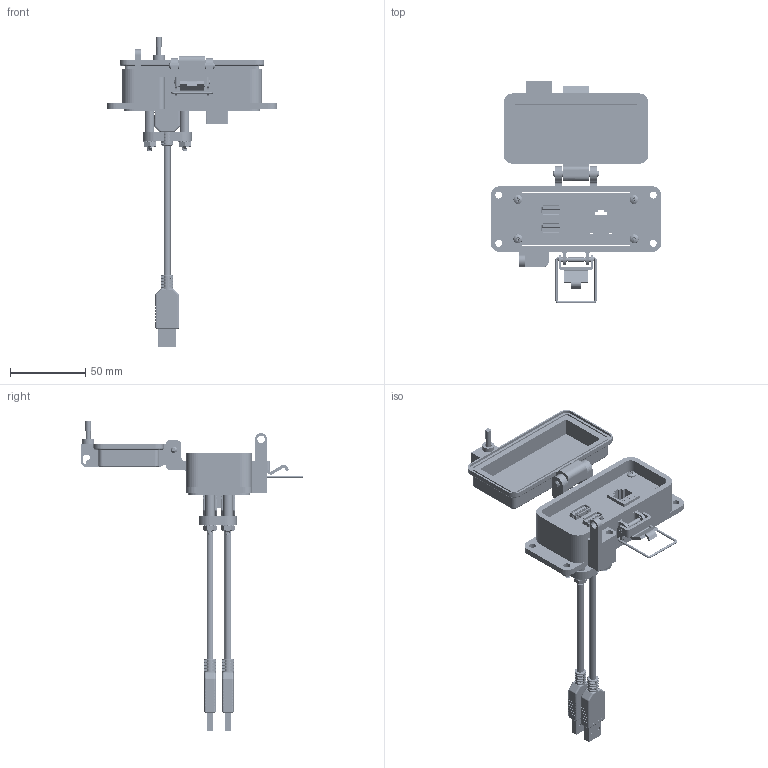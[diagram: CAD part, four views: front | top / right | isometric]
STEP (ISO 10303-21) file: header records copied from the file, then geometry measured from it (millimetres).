
FILE_DESCRIPTION (( 'STEP AP203' ), '1' );
FILE_NAME ('P-P49#2R2-F2RX-C6_3D.STEP', '2018-10-24T19:56:55', ( '' ), ( '' ), 'SwSTEP 2.0', 'SolidWorks 2018', '' );
FILE_SCHEMA (( 'CONFIG_CONTROL_DESIGN' ));
Length unit declared in the file: millimetre
Products named in the file (16): P-P49#2R2-F2RX-C6_FP060_1; P-P49#2R2-F2RX-C6_TP060_2; Z-300-RJ45CAT5; Z-000-4243316TFP; R2; Z-020-3047; Z-H-F2_B; P11; -F2; P-P49#2R2-F2RX-C6_TP240_1; 92005A124_METRIC PAN HEAD PHILLIPS MACHINE SCREW_92005A124; 632FH_1-3_4-IN; P-P49#2R2-F2RX-C6_3D; Z-001-SPR114_94639A210; Z-002-632516HN_90675A007; P-P49#2R2-F2RX-C6_BP180_1
Assembly tree (30 placements, depth 3):
  P-P49#2R2-F2RX-C6_3D
    P-P49#2R2-F2RX-C6_BP180_1
    P-P49#2R2-F2RX-C6_TP060_2
    Z-000-4243316TFP  x3
    P11  x2
      Z-020-3047
    P-P49#2R2-F2RX-C6_TP240_1
    632FH_1-3_4-IN  x4
    Z-001-SPR114_94639A210  x4
    Z-002-632516HN_90675A007  x4
    P-P49#2R2-F2RX-C6_FP060_1
    R2
      Z-300-RJ45CAT5
    -F2
      Z-H-F2_B
    92005A124_METRIC PAN HEAD PHILLIPS MACHINE SCREW_92005A124  x4
Bounding box: 113 x 147.61 x 205.72 mm (x, y, z)
Volume: 114242.5 mm3; surface area: 95378.4 mm2
Topology: 54 solids, 54 shells, 4994 faces, 14183 edges, 9296 vertices
Faces by surface type: cylinder 2323, plane 1976, bspline 440, cone 231, torus 16, sphere 8
Entity records: 96787 total; most frequent: CARTESIAN_POINT 35245, ORIENTED_EDGE 13578, DIRECTION 10944, EDGE_CURVE 6789, VERTEX_POINT 4469, LINE 3952, VECTOR 3952, AXIS2_PLACEMENT_3D 3496
